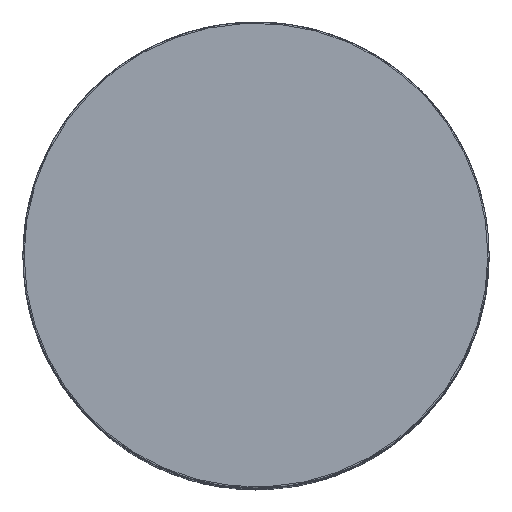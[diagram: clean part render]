
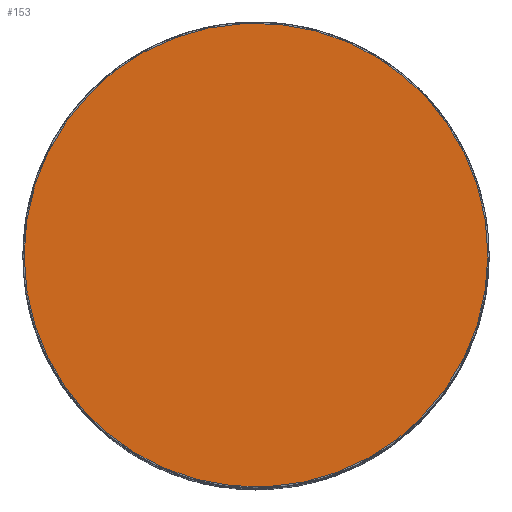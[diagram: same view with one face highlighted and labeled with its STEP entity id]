
A CAD part, top view. The second image highlights one B-rep face of the part: STEP entity #153.
In plain terms, the highlighted planar face has unit normal (0, 0, 1).
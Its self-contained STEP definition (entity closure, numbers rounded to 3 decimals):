
#153=ADVANCED_FACE('',(#273),#1976,.T.);
#273=FACE_OUTER_BOUND('',#410,.T.);
#410=EDGE_LOOP('',(#1019,#1020));
#1019=ORIENTED_EDGE('',*,*,#1375,.T.);
#1020=ORIENTED_EDGE('',*,*,#1384,.T.);
#1375=EDGE_CURVE('',#1924,#1935,#1708,.T.);
#1384=EDGE_CURVE('',#1935,#1924,#1716,.T.);
#1708=(
BOUNDED_CURVE()
B_SPLINE_CURVE(2,(#5641,#5642,#5643,#5644,#5645),.UNSPECIFIED.,.F.,.F.)
B_SPLINE_CURVE_WITH_KNOTS((3,2,3),(0.,156.294,312.588),
 .UNSPECIFIED.)
CURVE()
GEOMETRIC_REPRESENTATION_ITEM()
RATIONAL_B_SPLINE_CURVE((1.,0.707,1.,0.707,1.))
REPRESENTATION_ITEM('')
);
#1716=(
BOUNDED_CURVE()
B_SPLINE_CURVE(2,(#5675,#5676,#5677,#5678,#5679),.UNSPECIFIED.,.F.,.F.)
B_SPLINE_CURVE_WITH_KNOTS((3,2,3),(312.588,468.883,625.177),
 .UNSPECIFIED.)
CURVE()
GEOMETRIC_REPRESENTATION_ITEM()
RATIONAL_B_SPLINE_CURVE((1.,0.707,1.,0.707,1.))
REPRESENTATION_ITEM('')
);
#1924=VERTEX_POINT('',#5600);
#1935=VERTEX_POINT('',#5611);
#1976=PLANE('',#2183);
#2183=AXIS2_PLACEMENT_3D('',#5399,#2228,$);
#2228=DIRECTION('',(0.,0.,1.));
#5399=CARTESIAN_POINT('',(-143.529,-143.529,450.));
#5600=CARTESIAN_POINT('',(70.357,-70.357,450.));
#5611=CARTESIAN_POINT('',(-70.357,70.357,450.));
#5641=CARTESIAN_POINT('',(70.357,-70.357,450.));
#5642=CARTESIAN_POINT('',(140.714,0.,450.));
#5643=CARTESIAN_POINT('',(70.357,70.357,450.));
#5644=CARTESIAN_POINT('',(0.,140.714,450.));
#5645=CARTESIAN_POINT('',(-70.357,70.357,450.));
#5675=CARTESIAN_POINT('',(-70.357,70.357,450.));
#5676=CARTESIAN_POINT('',(-140.714,0.,450.));
#5677=CARTESIAN_POINT('',(-70.357,-70.357,450.));
#5678=CARTESIAN_POINT('',(0.,-140.714,450.));
#5679=CARTESIAN_POINT('',(70.357,-70.357,450.));
